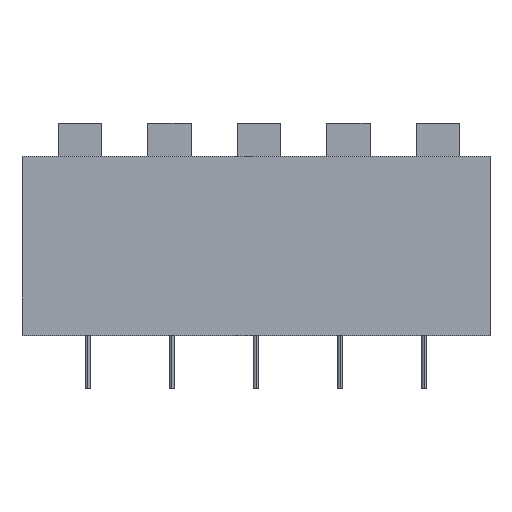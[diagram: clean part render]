
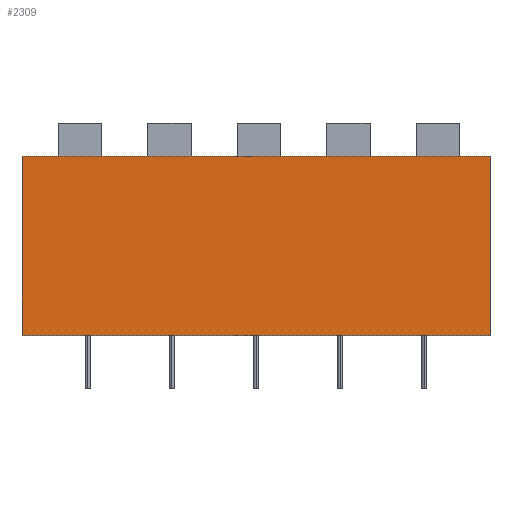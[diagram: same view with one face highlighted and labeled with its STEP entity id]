
A CAD part, top view. The second image highlights one B-rep face of the part: STEP entity #2309.
In plain terms, the highlighted planar face has unit normal (0, 0, 1).
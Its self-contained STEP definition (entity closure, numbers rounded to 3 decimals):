
#91 = ORIENTED_EDGE ( 'NONE', *, *, #855, .F. ) ;
#100 = DIRECTION ( 'NONE',  ( 0., 0., -1. ) ) ;
#246 = CARTESIAN_POINT ( 'NONE',  ( 0., 5.4, 0. ) ) ;
#301 = ORIENTED_EDGE ( 'NONE', *, *, #2870, .T. ) ;
#423 = FACE_OUTER_BOUND ( 'NONE', #2471, .T. ) ;
#516 = ORIENTED_EDGE ( 'NONE', *, *, #3680, .T. ) ;
#520 = LINE ( 'NONE', #246, #2223 ) ;
#855 = EDGE_CURVE ( 'NONE', #3019, #1245, #1950, .T. ) ;
#1018 = PLANE ( 'NONE',  #1819 ) ;
#1067 = DIRECTION ( 'NONE',  ( 1., 0., 0. ) ) ;
#1245 = VERTEX_POINT ( 'NONE', #3329 ) ;
#1332 = VECTOR ( 'NONE', #1067, 1000. ) ;
#1376 = VECTOR ( 'NONE', #2878, 1000. ) ;
#1411 = ORIENTED_EDGE ( 'NONE', *, *, #2605, .F. ) ;
#1467 = VERTEX_POINT ( 'NONE', #3577 ) ;
#1635 = DIRECTION ( 'NONE',  ( 1., 0., 0. ) ) ;
#1819 = AXIS2_PLACEMENT_3D ( 'NONE', #2208, #100, #2499 ) ;
#1923 = LINE ( 'NONE', #3125, #3728 ) ;
#1950 = LINE ( 'NONE', #3530, #1376 ) ;
#2208 = CARTESIAN_POINT ( 'NONE',  ( 0., 5.4, 0. ) ) ;
#2223 = VECTOR ( 'NONE', #3815, 1000. ) ;
#2277 = CARTESIAN_POINT ( 'NONE',  ( 0., 5.4, 0. ) ) ;
#2309 = ADVANCED_FACE ( 'NONE', ( #423 ), #1018, .F. ) ;
#2471 = EDGE_LOOP ( 'NONE', ( #301, #91, #1411, #516 ) ) ;
#2499 = DIRECTION ( 'NONE',  ( -1., 0., 0. ) ) ;
#2533 = LINE ( 'NONE', #2277, #1332 ) ;
#2605 = EDGE_CURVE ( 'NONE', #2838, #3019, #2533, .T. ) ;
#2838 = VERTEX_POINT ( 'NONE', #3446 ) ;
#2870 = EDGE_CURVE ( 'NONE', #1467, #1245, #1923, .T. ) ;
#2878 = DIRECTION ( 'NONE',  ( 0., -1., 0. ) ) ;
#3019 = VERTEX_POINT ( 'NONE', #3119 ) ;
#3119 = CARTESIAN_POINT ( 'NONE',  ( 14.12, 5.4, 0. ) ) ;
#3125 = CARTESIAN_POINT ( 'NONE',  ( 0., 0., 0. ) ) ;
#3329 = CARTESIAN_POINT ( 'NONE',  ( 14.12, 0., 0. ) ) ;
#3446 = CARTESIAN_POINT ( 'NONE',  ( 0., 5.4, 0. ) ) ;
#3530 = CARTESIAN_POINT ( 'NONE',  ( 14.12, 5.4, 0. ) ) ;
#3577 = CARTESIAN_POINT ( 'NONE',  ( 0., 0., 0. ) ) ;
#3680 = EDGE_CURVE ( 'NONE', #2838, #1467, #520, .T. ) ;
#3728 = VECTOR ( 'NONE', #1635, 1000. ) ;
#3815 = DIRECTION ( 'NONE',  ( 0., -1., 0. ) ) ;
